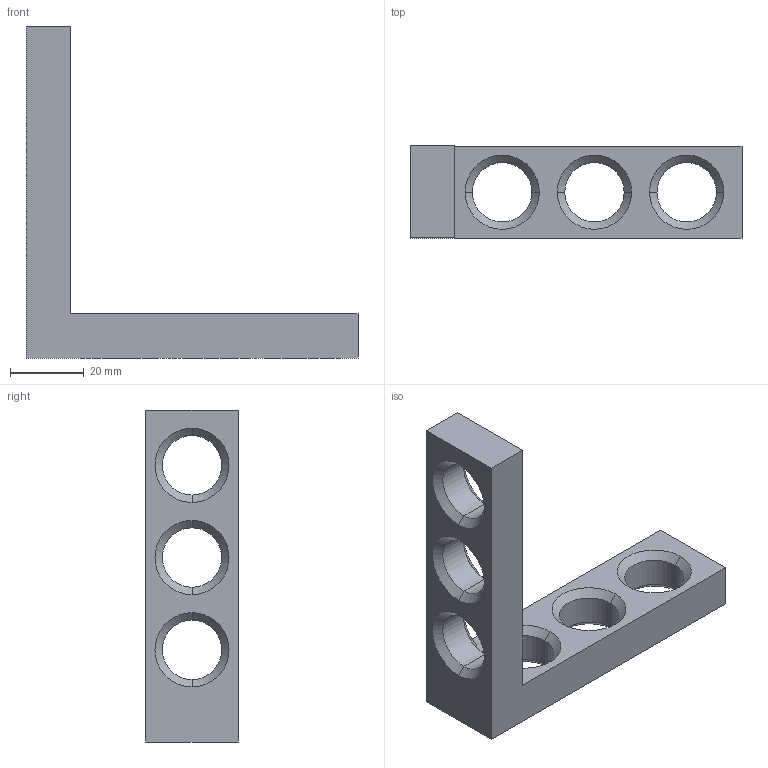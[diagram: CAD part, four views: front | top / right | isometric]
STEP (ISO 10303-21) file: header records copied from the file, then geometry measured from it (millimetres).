
FILE_DESCRIPTION(('STEP AP214'),'1');
FILE_NAME('160113.STP','2011-09-02T12:22:47',(' '),(' '),'Spatial InterOp 3D',' ',' ');
FILE_SCHEMA(('automotive_design'));
Length unit declared in the file: millimetre
Products named in the file (1): Quader
Bounding box: 90 x 25 x 90 mm (x, y, z)
Volume: 34427.6 mm3; surface area: 13582.1 mm2
Topology: 1 solids, 1 shells, 44 faces, 102 edges, 60 vertices
Faces by surface type: cone 24, cylinder 12, plane 8
Entity records: 1642 total; most frequent: DIRECTION 240, CARTESIAN_POINT 207, ORIENTED_EDGE 204, EDGE_CURVE 102, AXIS2_PLACEMENT_3D 93, VERTEX_POINT 60, EDGE_LOOP 56, LINE 54
